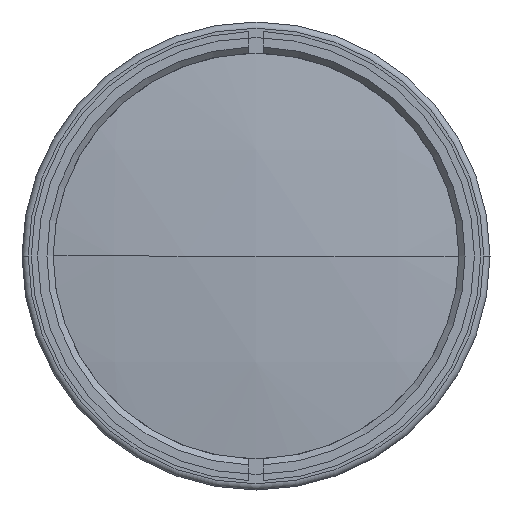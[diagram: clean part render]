
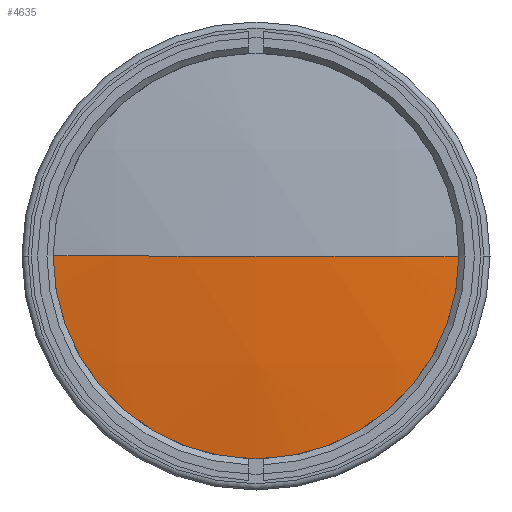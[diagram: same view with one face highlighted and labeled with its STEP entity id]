
A CAD part, left-side view. The second image highlights one B-rep face of the part: STEP entity #4635.
In plain terms, the highlighted spherical face has radius 252 mm.
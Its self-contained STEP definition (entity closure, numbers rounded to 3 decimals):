
#25 = DIRECTION ( 'NONE',  ( 0., 0., -1. ) ) ;
#85 = CARTESIAN_POINT ( 'NONE',  ( 110.287, 0., 0. ) ) ;
#473 = SPHERICAL_SURFACE ( 'NONE', #1529, 252. ) ;
#589 = CARTESIAN_POINT ( 'NONE',  ( -141.713, 0., 0. ) ) ;
#702 = CARTESIAN_POINT ( 'NONE',  ( -139.409, 34., 0. ) ) ;
#734 = CARTESIAN_POINT ( 'NONE',  ( -139.409, 0., 0. ) ) ;
#855 = CARTESIAN_POINT ( 'NONE',  ( 110.287, 0., 0. ) ) ;
#872 = DIRECTION ( 'NONE',  ( 0., 0., -1. ) ) ;
#1008 = AXIS2_PLACEMENT_3D ( 'NONE', #3383, #25, #3103 ) ;
#1093 = AXIS2_PLACEMENT_3D ( 'NONE', #855, #2396, #3931 ) ;
#1142 = VERTEX_POINT ( 'NONE', #702 ) ;
#1324 = EDGE_CURVE ( 'NONE', #1457, #3540, #3579, .T. ) ;
#1457 = VERTEX_POINT ( 'NONE', #2003 ) ;
#1529 = AXIS2_PLACEMENT_3D ( 'NONE', #85, #872, #4815 ) ;
#1576 = CIRCLE ( 'NONE', #1817, 34. ) ;
#1691 = EDGE_CURVE ( 'NONE', #1142, #1457, #1576, .T. ) ;
#1817 = AXIS2_PLACEMENT_3D ( 'NONE', #734, #3371, #4924 ) ;
#1843 = EDGE_CURVE ( 'NONE', #1142, #3540, #3425, .T. ) ;
#1885 = ORIENTED_EDGE ( 'NONE', *, *, #1324, .T. ) ;
#1999 = EDGE_LOOP ( 'NONE', ( #4162, #1885, #4149 ) ) ;
#2003 = CARTESIAN_POINT ( 'NONE',  ( -139.409, -34., 0. ) ) ;
#2396 = DIRECTION ( 'NONE',  ( 0., 0., 1. ) ) ;
#3103 = DIRECTION ( 'NONE',  ( 0., 1., 0. ) ) ;
#3371 = DIRECTION ( 'NONE',  ( -1., 0., 0. ) ) ;
#3383 = CARTESIAN_POINT ( 'NONE',  ( 110.287, 0., 0. ) ) ;
#3425 = CIRCLE ( 'NONE', #1093, 252. ) ;
#3540 = VERTEX_POINT ( 'NONE', #589 ) ;
#3579 = CIRCLE ( 'NONE', #1008, 252. ) ;
#3609 = FACE_OUTER_BOUND ( 'NONE', #1999, .T. ) ;
#3931 = DIRECTION ( 'NONE',  ( 0., -1., 0. ) ) ;
#4149 = ORIENTED_EDGE ( 'NONE', *, *, #1843, .F. ) ;
#4162 = ORIENTED_EDGE ( 'NONE', *, *, #1691, .T. ) ;
#4635 = ADVANCED_FACE ( 'NONE', ( #3609 ), #473, .T. ) ;
#4815 = DIRECTION ( 'NONE',  ( 0., 1., 0. ) ) ;
#4924 = DIRECTION ( 'NONE',  ( 0., 0., 1. ) ) ;
